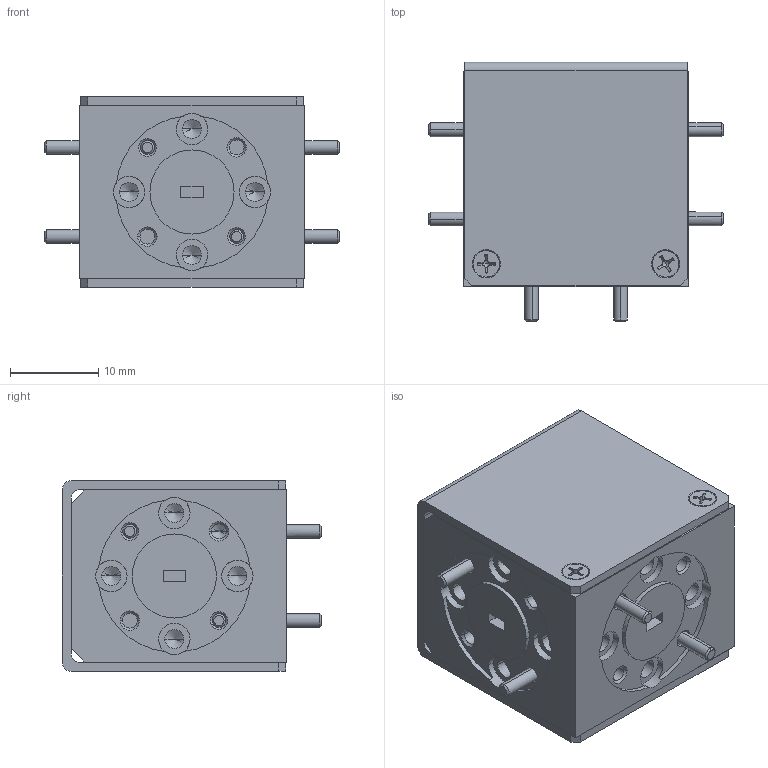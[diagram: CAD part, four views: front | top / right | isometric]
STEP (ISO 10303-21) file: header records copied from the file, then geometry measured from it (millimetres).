
FILE_DESCRIPTION (( 'STEP AP214' ), '1' );
FILE_NAME ('NW-CW-A.STEP', '2025-01-09T23:56:45', ( '' ), ( '' ), 'SwSTEP 2.0', 'SolidWorks 2021', '' );
FILE_SCHEMA (( 'AUTOMOTIVE_DESIGN' ));
Length unit declared in the file: millimetre
Products named in the file (1): NW-CW-A
Bounding box: 33.4 x 29.4 x 21.6 mm (x, y, z)
Volume: 12980.6 mm3; surface area: 8158.5 mm2
Topology: 1 solids, 17 shells, 497 faces, 1232 edges, 764 vertices
Faces by surface type: cylinder 192, cone 144, plane 141, torus 20
Entity records: 14688 total; most frequent: CARTESIAN_POINT 2934, DIRECTION 2620, ORIENTED_EDGE 2352, EDGE_CURVE 1176, AXIS2_PLACEMENT_3D 1066, VERTEX_POINT 764, CIRCLE 568, EDGE_LOOP 558
